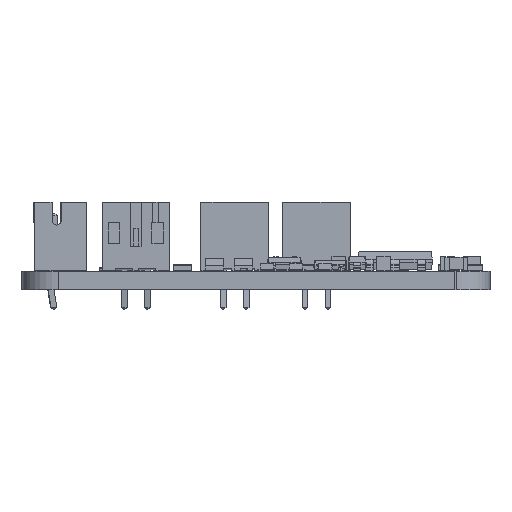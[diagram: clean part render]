
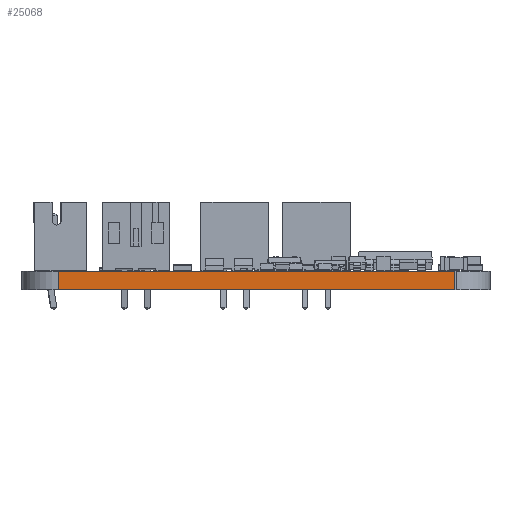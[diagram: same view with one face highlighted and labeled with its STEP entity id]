
A CAD part, left-side view. The second image highlights one B-rep face of the part: STEP entity #25068.
In plain terms, the highlighted planar face has unit normal (-1, -0.003, 0).
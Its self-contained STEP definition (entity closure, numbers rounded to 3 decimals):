
#23545 = VERTEX_POINT('',#23546);
#23546 = CARTESIAN_POINT('',(93.449,-56.48,0.));
#23553 = EDGE_CURVE('',#23554,#23545,#23556,.T.);
#23554 = VERTEX_POINT('',#23555);
#23555 = CARTESIAN_POINT('',(93.534,-91.024,0.));
#23556 = LINE('',#23557,#23558);
#23557 = CARTESIAN_POINT('',(93.534,-91.024,0.));
#23558 = VECTOR('',#23559,1.);
#23559 = DIRECTION('',(-0.002,1.,0.));
#24293 = VERTEX_POINT('',#24294);
#24294 = CARTESIAN_POINT('',(93.449,-56.48,1.6));
#24301 = EDGE_CURVE('',#24302,#24293,#24304,.T.);
#24302 = VERTEX_POINT('',#24303);
#24303 = CARTESIAN_POINT('',(93.534,-91.024,1.6));
#24304 = LINE('',#24305,#24306);
#24305 = CARTESIAN_POINT('',(93.534,-91.024,1.6));
#24306 = VECTOR('',#24307,1.);
#24307 = DIRECTION('',(-0.002,1.,0.));
#25038 = EDGE_CURVE('',#23545,#24293,#25039,.T.);
#25039 = LINE('',#25040,#25041);
#25040 = CARTESIAN_POINT('',(93.449,-56.48,0.));
#25041 = VECTOR('',#25042,1.);
#25042 = DIRECTION('',(0.,0.,1.));
#25068 = ADVANCED_FACE('',(#25069),#25080,.T.);
#25069 = FACE_BOUND('',#25070,.T.);
#25070 = EDGE_LOOP('',(#25071,#25077,#25078,#25079));
#25071 = ORIENTED_EDGE('',*,*,#25072,.T.);
#25072 = EDGE_CURVE('',#23554,#24302,#25073,.T.);
#25073 = LINE('',#25074,#25075);
#25074 = CARTESIAN_POINT('',(93.534,-91.024,0.));
#25075 = VECTOR('',#25076,1.);
#25076 = DIRECTION('',(0.,0.,1.));
#25077 = ORIENTED_EDGE('',*,*,#24301,.T.);
#25078 = ORIENTED_EDGE('',*,*,#25038,.F.);
#25079 = ORIENTED_EDGE('',*,*,#23553,.F.);
#25080 = PLANE('',#25081);
#25081 = AXIS2_PLACEMENT_3D('',#25082,#25083,#25084);
#25082 = CARTESIAN_POINT('',(93.534,-91.024,0.));
#25083 = DIRECTION('',(-1.,-0.002,0.));
#25084 = DIRECTION('',(-0.002,1.,0.));
